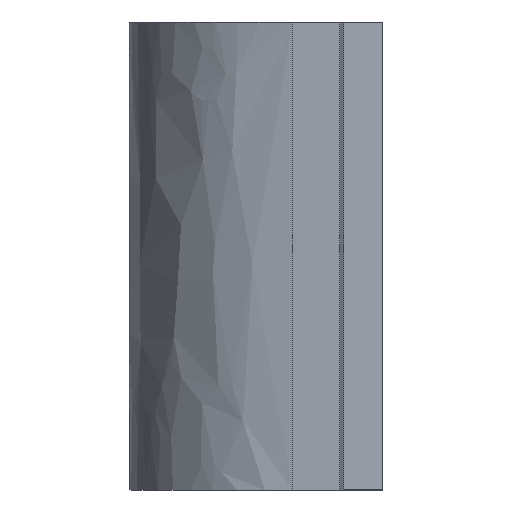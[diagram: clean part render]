
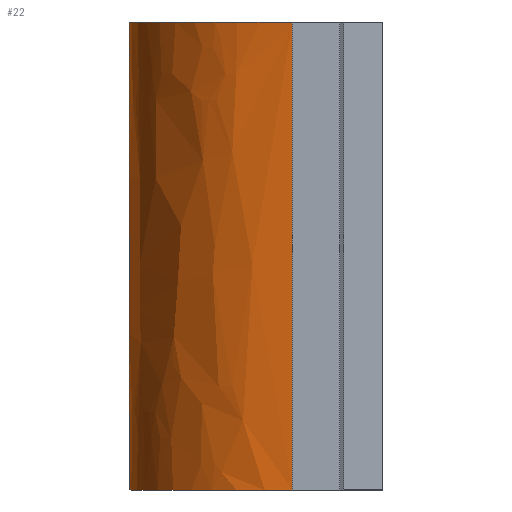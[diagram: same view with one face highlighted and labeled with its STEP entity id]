
A CAD part, left-side view. The second image highlights one B-rep face of the part: STEP entity #22.
In plain terms, the highlighted free-form (B-spline) face has degree [2, 3] with [5, 4] control points.
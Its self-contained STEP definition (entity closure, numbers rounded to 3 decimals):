
#22=ADVANCED_FACE('',(#36),#228,.T.);
#36=FACE_OUTER_BOUND('',#52,.T.);
#52=EDGE_LOOP('',(#100,#101,#102,#103));
#100=ORIENTED_EDGE('',*,*,#147,.F.);
#101=ORIENTED_EDGE('',*,*,#143,.T.);
#102=ORIENTED_EDGE('',*,*,#146,.F.);
#103=ORIENTED_EDGE('',*,*,#155,.F.);
#143=EDGE_CURVE('',#223,#224,#187,.T.);
#146=EDGE_CURVE('',#226,#224,#168,.T.);
#147=EDGE_CURVE('',#223,#225,#169,.T.);
#155=EDGE_CURVE('',#225,#226,#195,.T.);
#168=(
BOUNDED_CURVE()
B_SPLINE_CURVE(2,(#512,#513,#514,#515,#516),.UNSPECIFIED.,.F.,.F.)
B_SPLINE_CURVE_WITH_KNOTS((3,2,3),(-13.413,-6.502,
0.41),.UNSPECIFIED.)
CURVE()
GEOMETRIC_REPRESENTATION_ITEM()
RATIONAL_B_SPLINE_CURVE((1.,0.719,1.,0.719,1.))
REPRESENTATION_ITEM('')
);
#169=(
BOUNDED_CURVE()
B_SPLINE_CURVE(2,(#517,#518,#519,#520,#521),.UNSPECIFIED.,.F.,.F.)
B_SPLINE_CURVE_WITH_KNOTS((3,2,3),(-0.41,6.502,
13.413),.UNSPECIFIED.)
CURVE()
GEOMETRIC_REPRESENTATION_ITEM()
RATIONAL_B_SPLINE_CURVE((1.,0.719,1.,0.719,1.))
REPRESENTATION_ITEM('')
);
#187=B_SPLINE_CURVE_WITH_KNOTS('',3,(#504,#505,#506,#507),.UNSPECIFIED.,
 .F.,.F.,(4,4),(0.,12.),.UNSPECIFIED.);
#195=B_SPLINE_CURVE_WITH_KNOTS('',1,(#542,#543),.UNSPECIFIED.,.F.,.F.,(2,
2),(-12.,0.),.UNSPECIFIED.);
#223=VERTEX_POINT('',#471);
#224=VERTEX_POINT('',#472);
#225=VERTEX_POINT('',#473);
#226=VERTEX_POINT('',#474);
#228=(
BOUNDED_SURFACE()
B_SPLINE_SURFACE(2,3,((#372,#373,#374,#375),(#376,#377,#378,#379),(#380,
#381,#382,#383),(#384,#385,#386,#387),(#388,#389,#390,#391)),
 .UNSPECIFIED.,.F.,.F.,.F.)
B_SPLINE_SURFACE_WITH_KNOTS((3,2,3),(4,4),(-13.413,-6.502,
0.41),(0.,12.),.UNSPECIFIED.)
GEOMETRIC_REPRESENTATION_ITEM()
RATIONAL_B_SPLINE_SURFACE(((1.,1.,1.,1.),(0.719,0.719,
0.719,0.719),(1.,1.,1.,1.),(0.719,0.719,
0.719,0.719),(1.,1.,1.,1.)))
REPRESENTATION_ITEM('')
SURFACE()
);
#372=CARTESIAN_POINT('',(-4.489,0.314,12.));
#373=CARTESIAN_POINT('',(-4.489,0.314,8.));
#374=CARTESIAN_POINT('',(-4.489,0.314,4.));
#375=CARTESIAN_POINT('',(-4.489,0.314,0.));
#376=CARTESIAN_POINT('',(-4.186,4.649,12.));
#377=CARTESIAN_POINT('',(-4.186,4.649,8.));
#378=CARTESIAN_POINT('',(-4.186,4.649,4.));
#379=CARTESIAN_POINT('',(-4.186,4.649,0.));
#380=CARTESIAN_POINT('',(0.157,4.497,12.));
#381=CARTESIAN_POINT('',(0.157,4.497,8.));
#382=CARTESIAN_POINT('',(0.157,4.497,4.));
#383=CARTESIAN_POINT('',(0.157,4.497,0.));
#384=CARTESIAN_POINT('',(4.5,4.346,12.));
#385=CARTESIAN_POINT('',(4.5,4.346,8.));
#386=CARTESIAN_POINT('',(4.5,4.346,4.));
#387=CARTESIAN_POINT('',(4.5,4.346,0.));
#388=CARTESIAN_POINT('',(4.5,0.,12.));
#389=CARTESIAN_POINT('',(4.5,0.,8.));
#390=CARTESIAN_POINT('',(4.5,0.,4.));
#391=CARTESIAN_POINT('',(4.5,0.,0.));
#471=CARTESIAN_POINT('',(4.5,0.,12.));
#472=CARTESIAN_POINT('',(4.5,0.,0.));
#473=CARTESIAN_POINT('',(-4.489,0.314,12.));
#474=CARTESIAN_POINT('',(-4.489,0.314,0.));
#504=CARTESIAN_POINT('',(4.5,0.,12.));
#505=CARTESIAN_POINT('',(4.5,0.,8.));
#506=CARTESIAN_POINT('',(4.5,0.,4.));
#507=CARTESIAN_POINT('',(4.5,0.,0.));
#512=CARTESIAN_POINT('',(-4.489,0.314,0.));
#513=CARTESIAN_POINT('',(-4.186,4.649,0.));
#514=CARTESIAN_POINT('',(0.157,4.497,0.));
#515=CARTESIAN_POINT('',(4.5,4.346,0.));
#516=CARTESIAN_POINT('',(4.5,0.,0.));
#517=CARTESIAN_POINT('',(4.5,0.,12.));
#518=CARTESIAN_POINT('',(4.5,4.346,12.));
#519=CARTESIAN_POINT('',(0.157,4.497,12.));
#520=CARTESIAN_POINT('',(-4.186,4.649,12.));
#521=CARTESIAN_POINT('',(-4.489,0.314,12.));
#542=CARTESIAN_POINT('',(-4.489,0.314,12.));
#543=CARTESIAN_POINT('',(-4.489,0.314,0.));
